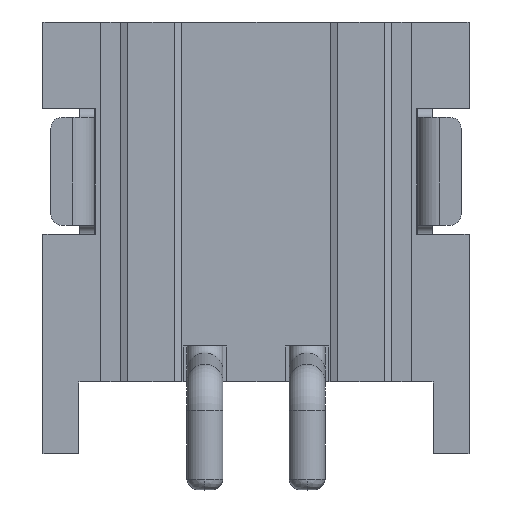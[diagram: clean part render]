
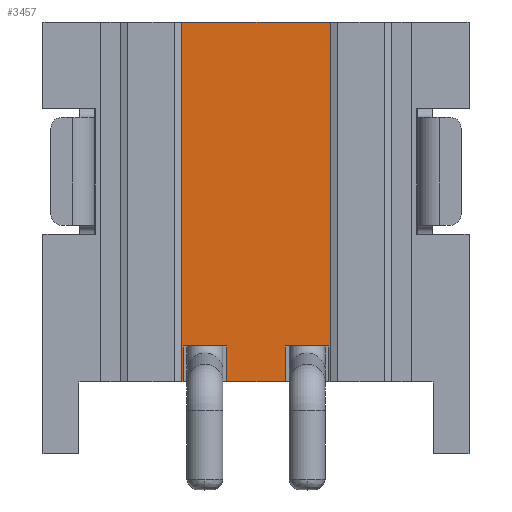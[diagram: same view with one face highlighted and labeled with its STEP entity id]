
A CAD part, front view. The second image highlights one B-rep face of the part: STEP entity #3457.
In plain terms, the highlighted planar face has unit normal (0, -1, 0).
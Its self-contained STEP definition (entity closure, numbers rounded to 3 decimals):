
#2=DIRECTION('',(1.,0.,0.));
#3=VECTOR('',#2,0.817);
#4=CARTESIAN_POINT('',(313.905,-60.455,-5.5));
#5=LINE('',#4,#3);
#50=DIRECTION('',(1.,0.,0.));
#51=VECTOR('',#50,2.067);
#52=CARTESIAN_POINT('',(313.28,-60.455,-0.5));
#53=LINE('',#52,#51);
#54=DIRECTION('',(0.,0.,1.));
#55=VECTOR('',#54,5.);
#56=CARTESIAN_POINT('',(315.347,-60.455,-5.5));
#57=LINE('',#56,#55);
#58=DIRECTION('',(1.,0.,0.));
#59=VECTOR('',#58,0.025);
#60=CARTESIAN_POINT('',(315.322,-60.455,-5.5));
#61=LINE('',#60,#59);
#62=DIRECTION('',(0.,0.,-1.));
#63=VECTOR('',#62,0.5);
#64=CARTESIAN_POINT('',(315.322,-60.455,-5.));
#65=LINE('',#64,#63);
#66=DIRECTION('',(1.,0.,0.));
#67=VECTOR('',#66,0.6);
#68=CARTESIAN_POINT('',(314.722,-60.455,-5.));
#69=LINE('',#68,#67);
#70=DIRECTION('',(0.,0.,1.));
#71=VECTOR('',#70,0.5);
#72=CARTESIAN_POINT('',(314.722,-60.455,-5.5));
#73=LINE('',#72,#71);
#74=DIRECTION('',(0.,0.,-1.));
#75=VECTOR('',#74,0.5);
#76=CARTESIAN_POINT('',(313.905,-60.455,-5.));
#77=LINE('',#76,#75);
#78=DIRECTION('',(1.,0.,0.));
#79=VECTOR('',#78,0.6);
#80=CARTESIAN_POINT('',(313.305,-60.455,-5.));
#81=LINE('',#80,#79);
#82=DIRECTION('',(0.,0.,1.));
#83=VECTOR('',#82,0.5);
#84=CARTESIAN_POINT('',(313.305,-60.455,-5.5));
#85=LINE('',#84,#83);
#86=DIRECTION('',(1.,0.,0.));
#87=VECTOR('',#86,0.025);
#88=CARTESIAN_POINT('',(313.28,-60.455,-5.5));
#89=LINE('',#88,#87);
#1330=DIRECTION('',(0.,0.,1.));
#1331=VECTOR('',#1330,5.);
#1332=CARTESIAN_POINT('',(313.28,-60.455,-5.5));
#1333=LINE('',#1332,#1331);
#2599=CARTESIAN_POINT('',(313.305,-60.455,
-5.));
#2601=VERTEX_POINT('',#2599);
#2604=CARTESIAN_POINT('',(313.305,-60.455,-5.5));
#2605=VERTEX_POINT('',#2604);
#2646=CARTESIAN_POINT('',(313.905,-60.455,
-5.));
#2647=CARTESIAN_POINT('',(313.905,-60.455,-5.5));
#2648=VERTEX_POINT('',#2646);
#2649=VERTEX_POINT('',#2647);
#2687=CARTESIAN_POINT('',(313.28,-60.455,-0.5));
#2689=VERTEX_POINT('',#2687);
#2718=CARTESIAN_POINT('',(313.28,-60.455,-5.5));
#2719=VERTEX_POINT('',#2718);
#3142=CARTESIAN_POINT('',(315.347,-60.455,-0.5));
#3144=VERTEX_POINT('',#3142);
#3148=CARTESIAN_POINT('',(315.347,-60.455,-5.5));
#3149=VERTEX_POINT('',#3148);
#3232=CARTESIAN_POINT('',(315.322,-60.455,
-5.));
#3233=CARTESIAN_POINT('',(315.322,-60.455,-5.5));
#3234=VERTEX_POINT('',#3232);
#3235=VERTEX_POINT('',#3233);
#3236=CARTESIAN_POINT('',(314.722,-60.455,
-5.));
#3237=VERTEX_POINT('',#3236);
#3238=CARTESIAN_POINT('',(314.722,-60.455,-5.5));
#3239=VERTEX_POINT('',#3238);
#3429=CARTESIAN_POINT('',(313.93,-60.455,-6.));
#3430=DIRECTION('',(0.,1.,0.));
#3431=DIRECTION('',(1.,0.,0.));
#3432=AXIS2_PLACEMENT_3D('',#3429,#3430,#3431);
#3433=PLANE('',#3432);
#3435=ORIENTED_EDGE('',*,*,#3434,.T.);
#3437=ORIENTED_EDGE('',*,*,#3436,.F.);
#3438=ORIENTED_EDGE('',*,*,#3378,.F.);
#3440=ORIENTED_EDGE('',*,*,#3439,.F.);
#3442=ORIENTED_EDGE('',*,*,#3441,.F.);
#3444=ORIENTED_EDGE('',*,*,#3443,.F.);
#3445=ORIENTED_EDGE('',*,*,#3370,.F.);
#3447=ORIENTED_EDGE('',*,*,#3446,.F.);
#3449=ORIENTED_EDGE('',*,*,#3448,.F.);
#3451=ORIENTED_EDGE('',*,*,#3450,.F.);
#3452=ORIENTED_EDGE('',*,*,#3418,.F.);
#3454=ORIENTED_EDGE('',*,*,#3453,.T.);
#3455=EDGE_LOOP('',(#3435,#3437,#3438,#3440,#3442,#3444,#3445,#3447,#3449,#3451,
#3452,#3454));
#3456=FACE_OUTER_BOUND('',#3455,.F.);
#3370=EDGE_CURVE('',#2649,#3239,#5,.T.);
#3378=EDGE_CURVE('',#3235,#3149,#61,.T.);
#3418=EDGE_CURVE('',#2719,#2605,#89,.T.);
#3434=EDGE_CURVE('',#2689,#3144,#53,.T.);
#3436=EDGE_CURVE('',#3149,#3144,#57,.T.);
#3439=EDGE_CURVE('',#3234,#3235,#65,.T.);
#3441=EDGE_CURVE('',#3237,#3234,#69,.T.);
#3443=EDGE_CURVE('',#3239,#3237,#73,.T.);
#3446=EDGE_CURVE('',#2648,#2649,#77,.T.);
#3448=EDGE_CURVE('',#2601,#2648,#81,.T.);
#3450=EDGE_CURVE('',#2605,#2601,#85,.T.);
#3453=EDGE_CURVE('',#2719,#2689,#1333,.T.);
#3457=ADVANCED_FACE('',(#3456),#3433,.F.);
